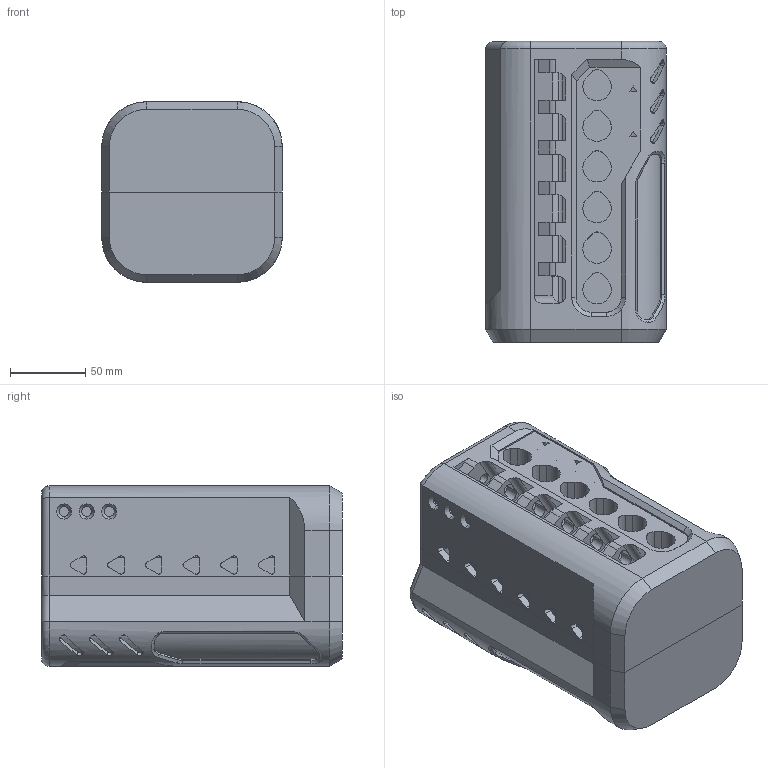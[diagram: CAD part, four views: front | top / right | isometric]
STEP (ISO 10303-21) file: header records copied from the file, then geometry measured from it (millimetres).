
FILE_DESCRIPTION (( 'STEP AP214' ), '1' );
FILE_NAME ('A01.001-RK3-S__[ID002]__Body.STEP', '2024-11-03T00:49:30', ( '' ), ( '' ), 'SwSTEP 2.0', 'SolidWorks 2021', '' );
FILE_SCHEMA (( 'AUTOMOTIVE_DESIGN' ));
Length unit declared in the file: millimetre
Products named in the file (1): A01.001-RK3-S__[ID002]__Body
Bounding box: 120 x 200 x 120 mm (x, y, z)
Volume: 1057498.9 mm3; surface area: 337435.5 mm2
Topology: 2 solids, 2 shells, 766 faces, 2144 edges, 1398 vertices
Faces by surface type: cylinder 370, plane 350, cone 24, bspline 18, torus 4
Entity records: 29328 total; most frequent: CARTESIAN_POINT 7963, ORIENTED_EDGE 4288, DIRECTION 4052, EDGE_CURVE 2144, VERTEX_POINT 1398, AXIS2_PLACEMENT_3D 1397, LINE 1258, VECTOR 1258
